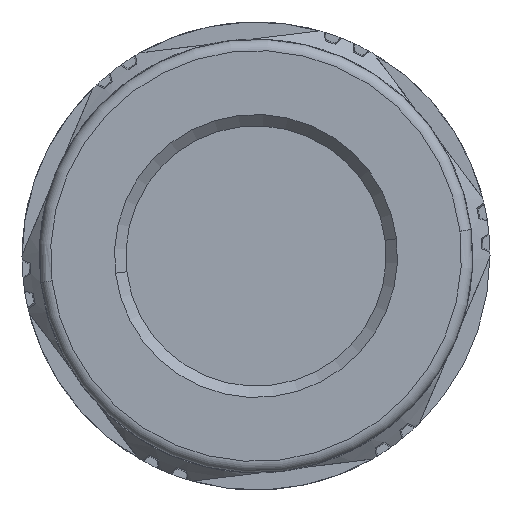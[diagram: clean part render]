
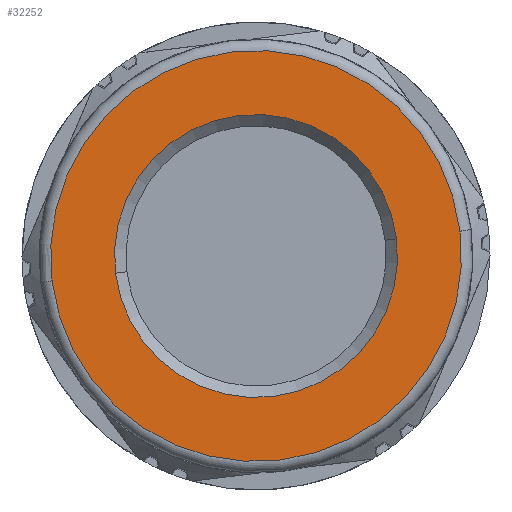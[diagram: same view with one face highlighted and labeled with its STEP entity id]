
A CAD part, front view. The second image highlights one B-rep face of the part: STEP entity #32252.
In plain terms, the highlighted planar face has unit normal (0, -1, 0).
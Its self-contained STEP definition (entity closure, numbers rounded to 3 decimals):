
#3704=CARTESIAN_POINT('',(0.,-48.6,0.));
#3705=DIRECTION('',(0.,-1.,0.));
#3706=DIRECTION('',(0.993,0.,0.117));
#3707=AXIS2_PLACEMENT_3D('',#3704,#3705,#3706);
#3724=CARTESIAN_POINT('',(0.,-48.6,0.));
#3725=DIRECTION('',(0.,1.,0.));
#3726=DIRECTION('',(-0.993,0.,-0.117));
#3727=AXIS2_PLACEMENT_3D('',#3724,#3725,#3726);
#3729=CARTESIAN_POINT('',(0.,-48.6,0.));
#3730=DIRECTION('',(0.,1.,0.));
#3731=DIRECTION('',(0.993,0.,0.117));
#3732=AXIS2_PLACEMENT_3D('',#3729,#3730,#3731);
#3734=CARTESIAN_POINT('',(0.,-48.6,0.));
#3735=DIRECTION('',(0.,-1.,0.));
#3736=DIRECTION('',(0.993,0.,0.122));
#3737=AXIS2_PLACEMENT_3D('',#3734,#3735,#3736);
#3739=CARTESIAN_POINT('',(0.,-48.6,0.));
#3740=DIRECTION('',(0.,-1.,0.));
#3741=DIRECTION('',(-0.122,0.,0.993));
#3742=AXIS2_PLACEMENT_3D('',#3739,#3740,#3741);
#3744=CARTESIAN_POINT('',(0.,-48.6,0.));
#3745=DIRECTION('',(0.,-1.,0.));
#3746=DIRECTION('',(-0.993,0.,-0.122));
#3747=AXIS2_PLACEMENT_3D('',#3744,#3745,#3746);
#3749=CARTESIAN_POINT('',(0.,-48.6,0.));
#3750=DIRECTION('',(0.,-1.,0.));
#3751=DIRECTION('',(0.122,0.,-0.993));
#3752=AXIS2_PLACEMENT_3D('',#3749,#3750,#3751);
#3754=CARTESIAN_POINT('',(0.,-48.6,0.));
#3755=DIRECTION('',(0.,-1.,0.));
#3756=DIRECTION('',(-0.993,0.,-0.117));
#3757=AXIS2_PLACEMENT_3D('',#3754,#3755,#3756);
#25080=CARTESIAN_POINT('',(8.938,-48.6,1.052));
#25081=CARTESIAN_POINT('',(-8.933,-48.6,-1.098));
#25082=VERTEX_POINT('',#25080);
#25083=VERTEX_POINT('',#25081);
#25084=CARTESIAN_POINT('',(8.933,-48.6,1.098));
#25085=VERTEX_POINT('',#25084);
#25086=CARTESIAN_POINT('',(-8.938,-48.6,-1.052));
#25087=VERTEX_POINT('',#25086);
#25088=CARTESIAN_POINT('',(6.154,-48.6,0.756));
#25089=CARTESIAN_POINT('',(-0.756,-48.6,6.154));
#25090=VERTEX_POINT('',#25088);
#25091=VERTEX_POINT('',#25089);
#25092=CARTESIAN_POINT('',(-6.154,-48.6,-0.756));
#25093=VERTEX_POINT('',#25092);
#25094=CARTESIAN_POINT('',(0.756,-48.6,-6.154));
#25095=VERTEX_POINT('',#25094);
#32229=CARTESIAN_POINT('',(0.,-48.6,0.));
#32230=DIRECTION('',(0.,-1.,0.));
#32231=DIRECTION('',(-0.993,0.,-0.122));
#32232=AXIS2_PLACEMENT_3D('',#32229,#32230,#32231);
#32233=PLANE('',#32232);
#32235=ORIENTED_EDGE('',*,*,#32234,.F.);
#32237=ORIENTED_EDGE('',*,*,#32236,.T.);
#32238=ORIENTED_EDGE('',*,*,#32218,.F.);
#32239=ORIENTED_EDGE('',*,*,#32216,.T.);
#32240=EDGE_LOOP('',(#32235,#32237,#32238,#32239));
#32241=FACE_OUTER_BOUND('',#32240,.F.);
#32243=ORIENTED_EDGE('',*,*,#32242,.T.);
#32245=ORIENTED_EDGE('',*,*,#32244,.T.);
#32247=ORIENTED_EDGE('',*,*,#32246,.T.);
#32249=ORIENTED_EDGE('',*,*,#32248,.T.);
#32250=EDGE_LOOP('',(#32243,#32245,#32247,#32249));
#32251=FACE_BOUND('',#32250,.F.);
#32252=ADVANCED_FACE('',(#32241,#32251),#32233,.T.);
#3708=CIRCLE('',#3707,9.);
#3728=CIRCLE('',#3727,9.);
#3733=CIRCLE('',#3732,9.);
#3738=CIRCLE('',#3737,6.2);
#3743=CIRCLE('',#3742,6.2);
#3748=CIRCLE('',#3747,6.2);
#3753=CIRCLE('',#3752,6.2);
#3758=CIRCLE('',#3757,9.);
#32216=EDGE_CURVE('',#25082,#25083,#3733,.T.);
#32218=EDGE_CURVE('',#25082,#25085,#3708,.T.);
#32234=EDGE_CURVE('',#25087,#25083,#3758,.T.);
#32236=EDGE_CURVE('',#25087,#25085,#3728,.T.);
#32242=EDGE_CURVE('',#25090,#25091,#3738,.T.);
#32244=EDGE_CURVE('',#25091,#25093,#3743,.T.);
#32246=EDGE_CURVE('',#25093,#25095,#3748,.T.);
#32248=EDGE_CURVE('',#25095,#25090,#3753,.T.);
